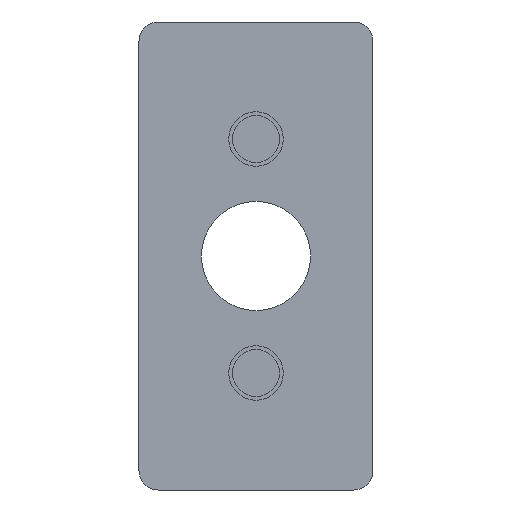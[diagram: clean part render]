
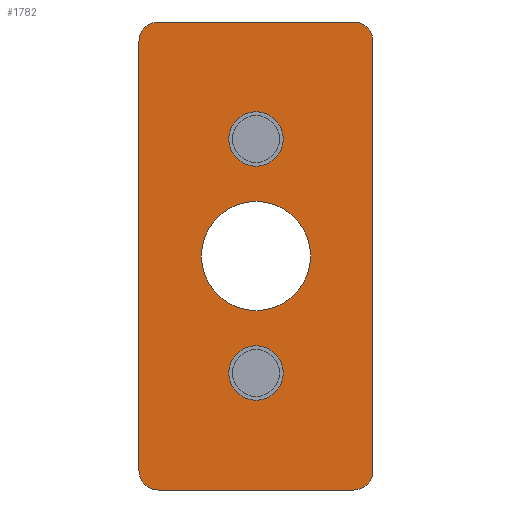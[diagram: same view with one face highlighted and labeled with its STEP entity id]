
A CAD part, front view. The second image highlights one B-rep face of the part: STEP entity #1782.
In plain terms, the highlighted planar face has unit normal (0, -1, 0).
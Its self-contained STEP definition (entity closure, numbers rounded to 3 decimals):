
#6 = LINE ( 'NONE', #1032, #474 ) ;
#26 = EDGE_CURVE ( 'NONE', #1199, #1060, #217, .T. ) ;
#40 = DIRECTION ( 'NONE',  ( 0., 0., -1. ) ) ;
#60 = ORIENTED_EDGE ( 'NONE', *, *, #598, .F. ) ;
#62 = DIRECTION ( 'NONE',  ( 0., -1., 0. ) ) ;
#69 = CIRCLE ( 'NONE', #689, 3.5 ) ;
#75 = DIRECTION ( 'NONE',  ( 0., 0., 1. ) ) ;
#87 = ORIENTED_EDGE ( 'NONE', *, *, #1580, .F. ) ;
#90 = CARTESIAN_POINT ( 'NONE',  ( 0., 0., -15. ) ) ;
#104 = CARTESIAN_POINT ( 'NONE',  ( -12.5, 0., -30. ) ) ;
#106 = CARTESIAN_POINT ( 'NONE',  ( 0., 0., 15. ) ) ;
#145 = EDGE_CURVE ( 'NONE', #168, #1707, #1012, .T. ) ;
#158 = CARTESIAN_POINT ( 'NONE',  ( 15., 0., 0. ) ) ;
#168 = VERTEX_POINT ( 'NONE', #1469 ) ;
#173 = CARTESIAN_POINT ( 'NONE',  ( -12.5, 0., 30. ) ) ;
#199 = DIRECTION ( 'NONE',  ( 0., -1., 0. ) ) ;
#209 = CARTESIAN_POINT ( 'NONE',  ( 12.5, 0., 27.5 ) ) ;
#217 = LINE ( 'NONE', #1760, #549 ) ;
#218 = EDGE_LOOP ( 'NONE', ( #1592, #444 ) ) ;
#245 = ORIENTED_EDGE ( 'NONE', *, *, #1322, .F. ) ;
#266 = ORIENTED_EDGE ( 'NONE', *, *, #605, .F. ) ;
#267 = EDGE_LOOP ( 'NONE', ( #1729, #87 ) ) ;
#300 = PLANE ( 'NONE',  #829 ) ;
#308 = AXIS2_PLACEMENT_3D ( 'NONE', #90, #1775, #1510 ) ;
#354 = CARTESIAN_POINT ( 'NONE',  ( 0., 0., 7. ) ) ;
#410 = DIRECTION ( 'NONE',  ( 0., -1., 0. ) ) ;
#431 = DIRECTION ( 'NONE',  ( 0., 0., 1. ) ) ;
#444 = ORIENTED_EDGE ( 'NONE', *, *, #1373, .F. ) ;
#448 = VERTEX_POINT ( 'NONE', #1137 ) ;
#454 = FACE_BOUND ( 'NONE', #218, .T. ) ;
#470 = DIRECTION ( 'NONE',  ( 0., 0., -1. ) ) ;
#474 = VECTOR ( 'NONE', #1738, 1000. ) ;
#478 = DIRECTION ( 'NONE',  ( 0., 1., 0. ) ) ;
#518 = EDGE_CURVE ( 'NONE', #646, #1199, #1521, .T. ) ;
#540 = CARTESIAN_POINT ( 'NONE',  ( -12.5, 0., 27.5 ) ) ;
#549 = VECTOR ( 'NONE', #912, 1000. ) ;
#557 = DIRECTION ( 'NONE',  ( 0., -1., 0. ) ) ;
#560 = DIRECTION ( 'NONE',  ( 0., 0., -1. ) ) ;
#570 = CARTESIAN_POINT ( 'NONE',  ( 0., 0., 0. ) ) ;
#579 = ORIENTED_EDGE ( 'NONE', *, *, #1553, .F. ) ;
#589 = AXIS2_PLACEMENT_3D ( 'NONE', #961, #1649, #1673 ) ;
#598 = EDGE_CURVE ( 'NONE', #1684, #1687, #1604, .T. ) ;
#605 = EDGE_CURVE ( 'NONE', #1059, #842, #894, .T. ) ;
#645 = EDGE_CURVE ( 'NONE', #1589, #1848, #1718, .T. ) ;
#646 = VERTEX_POINT ( 'NONE', #1242 ) ;
#647 = DIRECTION ( 'NONE',  ( 0., 0., -1. ) ) ;
#654 = VECTOR ( 'NONE', #1157, 1000. ) ;
#689 = AXIS2_PLACEMENT_3D ( 'NONE', #106, #410, #947 ) ;
#711 = AXIS2_PLACEMENT_3D ( 'NONE', #905, #62, #647 ) ;
#717 = EDGE_LOOP ( 'NONE', ( #952, #60 ) ) ;
#735 = ORIENTED_EDGE ( 'NONE', *, *, #645, .F. ) ;
#751 = CARTESIAN_POINT ( 'NONE',  ( -15., 0., 27.5 ) ) ;
#775 = CARTESIAN_POINT ( 'NONE',  ( 12.5, 0., -30. ) ) ;
#797 = EDGE_LOOP ( 'NONE', ( #245, #1057, #1530, #579, #266, #1366, #735, #1802 ) ) ;
#829 = AXIS2_PLACEMENT_3D ( 'NONE', #570, #1571, #431 ) ;
#833 = AXIS2_PLACEMENT_3D ( 'NONE', #540, #1236, #1531 ) ;
#842 = VERTEX_POINT ( 'NONE', #1113 ) ;
#855 = DIRECTION ( 'NONE',  ( 1., 0., 0. ) ) ;
#881 = AXIS2_PLACEMENT_3D ( 'NONE', #1675, #557, #560 ) ;
#888 = DIRECTION ( 'NONE',  ( 0., 0., 1. ) ) ;
#891 = CARTESIAN_POINT ( 'NONE',  ( 0., 0., 0. ) ) ;
#893 = AXIS2_PLACEMENT_3D ( 'NONE', #1308, #199, #470 ) ;
#894 = CIRCLE ( 'NONE', #1221, 2.5 ) ;
#905 = CARTESIAN_POINT ( 'NONE',  ( 0., 0., 0. ) ) ;
#912 = DIRECTION ( 'NONE',  ( -1., 0., 0. ) ) ;
#947 = DIRECTION ( 'NONE',  ( 0., 0., -1. ) ) ;
#950 = VERTEX_POINT ( 'NONE', #1462 ) ;
#952 = ORIENTED_EDGE ( 'NONE', *, *, #1613, .F. ) ;
#961 = CARTESIAN_POINT ( 'NONE',  ( -12.5, 0., -27.5 ) ) ;
#978 = EDGE_CURVE ( 'NONE', #1848, #1059, #1005, .T. ) ;
#992 = AXIS2_PLACEMENT_3D ( 'NONE', #1441, #478, #888 ) ;
#1000 = CIRCLE ( 'NONE', #881, 3.5 ) ;
#1005 = LINE ( 'NONE', #1183, #1068 ) ;
#1012 = CIRCLE ( 'NONE', #308, 3.5 ) ;
#1032 = CARTESIAN_POINT ( 'NONE',  ( -15., 0., 0. ) ) ;
#1039 = DIRECTION ( 'NONE',  ( 0., -1., 0. ) ) ;
#1046 = FACE_OUTER_BOUND ( 'NONE', #797, .T. ) ;
#1057 = ORIENTED_EDGE ( 'NONE', *, *, #26, .F. ) ;
#1059 = VERTEX_POINT ( 'NONE', #1798 ) ;
#1060 = VERTEX_POINT ( 'NONE', #104 ) ;
#1062 = AXIS2_PLACEMENT_3D ( 'NONE', #891, #1039, #40 ) ;
#1068 = VECTOR ( 'NONE', #855, 1000. ) ;
#1098 = EDGE_CURVE ( 'NONE', #1129, #950, #1000, .T. ) ;
#1100 = CIRCLE ( 'NONE', #589, 2.5 ) ;
#1113 = CARTESIAN_POINT ( 'NONE',  ( 15., 0., 27.5 ) ) ;
#1129 = VERTEX_POINT ( 'NONE', #1394 ) ;
#1137 = CARTESIAN_POINT ( 'NONE',  ( -15., 0., -27.5 ) ) ;
#1157 = DIRECTION ( 'NONE',  ( 0., 0., -1. ) ) ;
#1183 = CARTESIAN_POINT ( 'NONE',  ( 0., 0., 30. ) ) ;
#1199 = VERTEX_POINT ( 'NONE', #775 ) ;
#1221 = AXIS2_PLACEMENT_3D ( 'NONE', #209, #1758, #75 ) ;
#1236 = DIRECTION ( 'NONE',  ( 0., 1., 0. ) ) ;
#1242 = CARTESIAN_POINT ( 'NONE',  ( 15., 0., -27.5 ) ) ;
#1292 = CIRCLE ( 'NONE', #1062, 7. ) ;
#1308 = CARTESIAN_POINT ( 'NONE',  ( 0., 0., -15. ) ) ;
#1322 = EDGE_CURVE ( 'NONE', #1060, #448, #1100, .T. ) ;
#1348 = CARTESIAN_POINT ( 'NONE',  ( 0., 0., -7. ) ) ;
#1366 = ORIENTED_EDGE ( 'NONE', *, *, #978, .F. ) ;
#1373 = EDGE_CURVE ( 'NONE', #950, #1129, #69, .T. ) ;
#1394 = CARTESIAN_POINT ( 'NONE',  ( 0., 0., 11.5 ) ) ;
#1441 = CARTESIAN_POINT ( 'NONE',  ( 12.5, 0., -27.5 ) ) ;
#1459 = FACE_BOUND ( 'NONE', #267, .T. ) ;
#1462 = CARTESIAN_POINT ( 'NONE',  ( 0., 0., 18.5 ) ) ;
#1469 = CARTESIAN_POINT ( 'NONE',  ( 0., 0., -18.5 ) ) ;
#1510 = DIRECTION ( 'NONE',  ( 0., 0., -1. ) ) ;
#1521 = CIRCLE ( 'NONE', #992, 2.5 ) ;
#1530 = ORIENTED_EDGE ( 'NONE', *, *, #518, .F. ) ;
#1531 = DIRECTION ( 'NONE',  ( 0., 0., 1. ) ) ;
#1553 = EDGE_CURVE ( 'NONE', #842, #646, #1671, .T. ) ;
#1559 = CIRCLE ( 'NONE', #893, 3.5 ) ;
#1571 = DIRECTION ( 'NONE',  ( 0., 1., 0. ) ) ;
#1580 = EDGE_CURVE ( 'NONE', #1707, #168, #1559, .T. ) ;
#1582 = FACE_BOUND ( 'NONE', #717, .T. ) ;
#1589 = VERTEX_POINT ( 'NONE', #751 ) ;
#1592 = ORIENTED_EDGE ( 'NONE', *, *, #1098, .F. ) ;
#1604 = CIRCLE ( 'NONE', #711, 7. ) ;
#1613 = EDGE_CURVE ( 'NONE', #1687, #1684, #1292, .T. ) ;
#1649 = DIRECTION ( 'NONE',  ( 0., 1., 0. ) ) ;
#1671 = LINE ( 'NONE', #158, #654 ) ;
#1673 = DIRECTION ( 'NONE',  ( 0., 0., 1. ) ) ;
#1675 = CARTESIAN_POINT ( 'NONE',  ( 0., 0., 15. ) ) ;
#1684 = VERTEX_POINT ( 'NONE', #354 ) ;
#1687 = VERTEX_POINT ( 'NONE', #1348 ) ;
#1707 = VERTEX_POINT ( 'NONE', #1773 ) ;
#1718 = CIRCLE ( 'NONE', #833, 2.5 ) ;
#1729 = ORIENTED_EDGE ( 'NONE', *, *, #145, .F. ) ;
#1738 = DIRECTION ( 'NONE',  ( 0., 0., 1. ) ) ;
#1758 = DIRECTION ( 'NONE',  ( 0., 1., 0. ) ) ;
#1760 = CARTESIAN_POINT ( 'NONE',  ( 0., 0., -30. ) ) ;
#1773 = CARTESIAN_POINT ( 'NONE',  ( 0., 0., -11.5 ) ) ;
#1775 = DIRECTION ( 'NONE',  ( 0., -1., 0. ) ) ;
#1782 = ADVANCED_FACE ( 'NONE', ( #454, #1459, #1582, #1046 ), #300, .F. ) ;
#1798 = CARTESIAN_POINT ( 'NONE',  ( 12.5, 0., 30. ) ) ;
#1802 = ORIENTED_EDGE ( 'NONE', *, *, #1851, .F. ) ;
#1848 = VERTEX_POINT ( 'NONE', #173 ) ;
#1851 = EDGE_CURVE ( 'NONE', #448, #1589, #6, .T. ) ;
